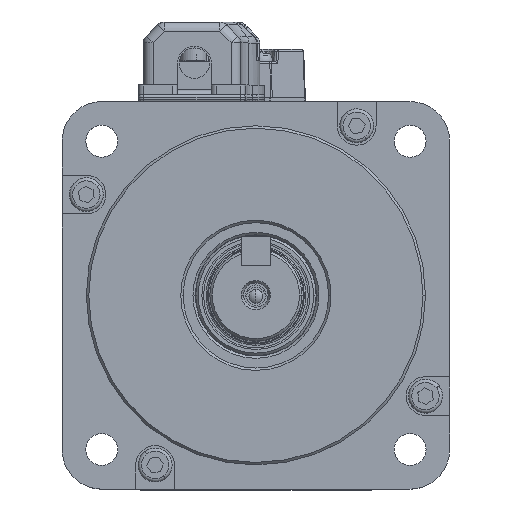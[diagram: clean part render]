
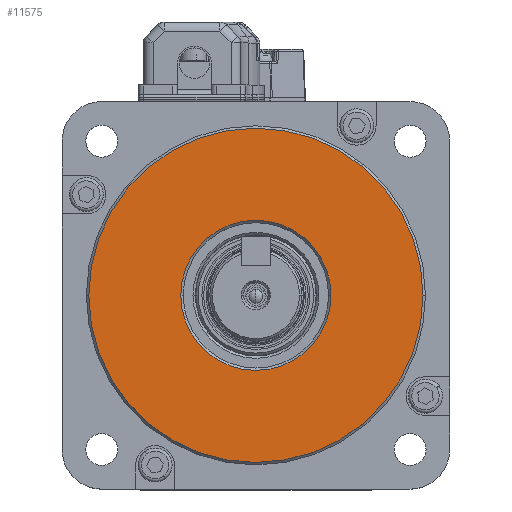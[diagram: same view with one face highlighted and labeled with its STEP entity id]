
A CAD part, top view. The second image highlights one B-rep face of the part: STEP entity #11575.
In plain terms, the highlighted planar face has unit normal (0, 0, 1).
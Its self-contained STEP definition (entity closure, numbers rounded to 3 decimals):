
#132 = VERTEX_POINT ( 'NONE', #15751 ) ;
#174 = ORIENTED_EDGE ( 'NONE', *, *, #10454, .T. ) ;
#599 = CARTESIAN_POINT ( 'NONE',  ( -1.14, -6.169, 139.3 ) ) ;
#1530 = CARTESIAN_POINT ( 'NONE',  ( 33.36, -6.169, 139.3 ) ) ;
#2391 = CARTESIAN_POINT ( 'NONE',  ( -1.14, -6.169, 139.3 ) ) ;
#2436 = DIRECTION ( 'NONE',  ( 1., 0., 0. ) ) ;
#2502 = DIRECTION ( 'NONE',  ( 0., 0., -1. ) ) ;
#2939 = AXIS2_PLACEMENT_3D ( 'NONE', #9839, #17434, #6356 ) ;
#2941 = FACE_BOUND ( 'NONE', #23570, .T. ) ;
#3645 = CARTESIAN_POINT ( 'NONE',  ( -16.64, -6.169, 139.3 ) ) ;
#4266 = DIRECTION ( 'NONE',  ( 1., 0., 0. ) ) ;
#4470 = PLANE ( 'NONE',  #2939 ) ;
#4517 = DIRECTION ( 'NONE',  ( 0., 0., -1. ) ) ;
#5004 = CARTESIAN_POINT ( 'NONE',  ( 14.36, -6.169, 139.3 ) ) ;
#5483 = EDGE_CURVE ( 'NONE', #6001, #21945, #13377, .T. ) ;
#5510 = CIRCLE ( 'NONE', #8319, 34.5 ) ;
#6001 = VERTEX_POINT ( 'NONE', #3645 ) ;
#6356 = DIRECTION ( 'NONE',  ( 1., 0., 0. ) ) ;
#6857 = EDGE_CURVE ( 'NONE', #21945, #6001, #19390, .T. ) ;
#6951 = DIRECTION ( 'NONE',  ( 1., 0., 0. ) ) ;
#7292 = ORIENTED_EDGE ( 'NONE', *, *, #7735, .T. ) ;
#7735 = EDGE_CURVE ( 'NONE', #132, #14788, #5510, .T. ) ;
#8319 = AXIS2_PLACEMENT_3D ( 'NONE', #2391, #15373, #4266 ) ;
#8556 = AXIS2_PLACEMENT_3D ( 'NONE', #599, #13570, #2436 ) ;
#9839 = CARTESIAN_POINT ( 'NONE',  ( -41.14, -46.169, 139.3 ) ) ;
#10454 = EDGE_CURVE ( 'NONE', #14788, #132, #19026, .T. ) ;
#11575 = ADVANCED_FACE ( 'NONE', ( #2941, #12845 ), #4470, .T. ) ;
#12845 = FACE_OUTER_BOUND ( 'NONE', #17300, .T. ) ;
#13377 = CIRCLE ( 'NONE', #17417, 15.5 ) ;
#13570 = DIRECTION ( 'NONE',  ( 0., 0., 1. ) ) ;
#13660 = CARTESIAN_POINT ( 'NONE',  ( -1.14, -6.169, 139.3 ) ) ;
#14788 = VERTEX_POINT ( 'NONE', #1530 ) ;
#14794 = ORIENTED_EDGE ( 'NONE', *, *, #6857, .T. ) ;
#15373 = DIRECTION ( 'NONE',  ( 0., 0., 1. ) ) ;
#15489 = DIRECTION ( 'NONE',  ( 1., 0., 0. ) ) ;
#15751 = CARTESIAN_POINT ( 'NONE',  ( -35.64, -6.169, 139.3 ) ) ;
#16595 = ORIENTED_EDGE ( 'NONE', *, *, #5483, .T. ) ;
#17244 = CARTESIAN_POINT ( 'NONE',  ( -1.14, -6.169, 139.3 ) ) ;
#17300 = EDGE_LOOP ( 'NONE', ( #7292, #174 ) ) ;
#17417 = AXIS2_PLACEMENT_3D ( 'NONE', #17244, #4517, #6951 ) ;
#17434 = DIRECTION ( 'NONE',  ( 0., 0., 1. ) ) ;
#19026 = CIRCLE ( 'NONE', #8556, 34.5 ) ;
#19390 = CIRCLE ( 'NONE', #21314, 15.5 ) ;
#21314 = AXIS2_PLACEMENT_3D ( 'NONE', #13660, #2502, #15489 ) ;
#21945 = VERTEX_POINT ( 'NONE', #5004 ) ;
#23570 = EDGE_LOOP ( 'NONE', ( #14794, #16595 ) ) ;
